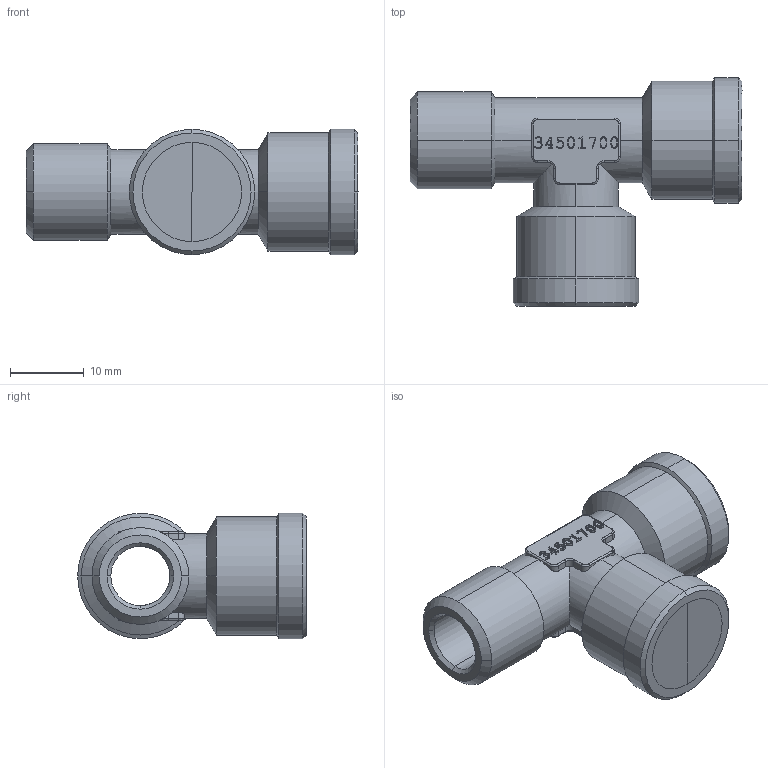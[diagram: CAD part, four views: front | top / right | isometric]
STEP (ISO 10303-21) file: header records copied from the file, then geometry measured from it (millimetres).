
FILE_DESCRIPTION(('STEP AP214'),'1');
FILE_NAME('0917_00_13.stp','2016-07-07T14:24:11',('TraceParts'),('TraceParts S.A.'),'Spatial InterOp 3D',' ',' ');
FILE_SCHEMA(('automotive_design'));
Length unit declared in the file: millimetre
Products named in the file (1): Import_e2
Bounding box: 45 x 31 x 17 mm (x, y, z)
Volume: 5257.2 mm3; surface area: 5143.7 mm2
Topology: 1 solids, 1 shells, 357 faces, 974 edges, 632 vertices
Faces by surface type: bspline 189, plane 84, cylinder 56, cone 28
Entity records: 16015 total; most frequent: CARTESIAN_POINT 5353, ORIENTED_EDGE 1948, DIRECTION 1067, EDGE_CURVE 974, VERTEX_POINT 632, LINE 445, VECTOR 445, EDGE_LOOP 372
